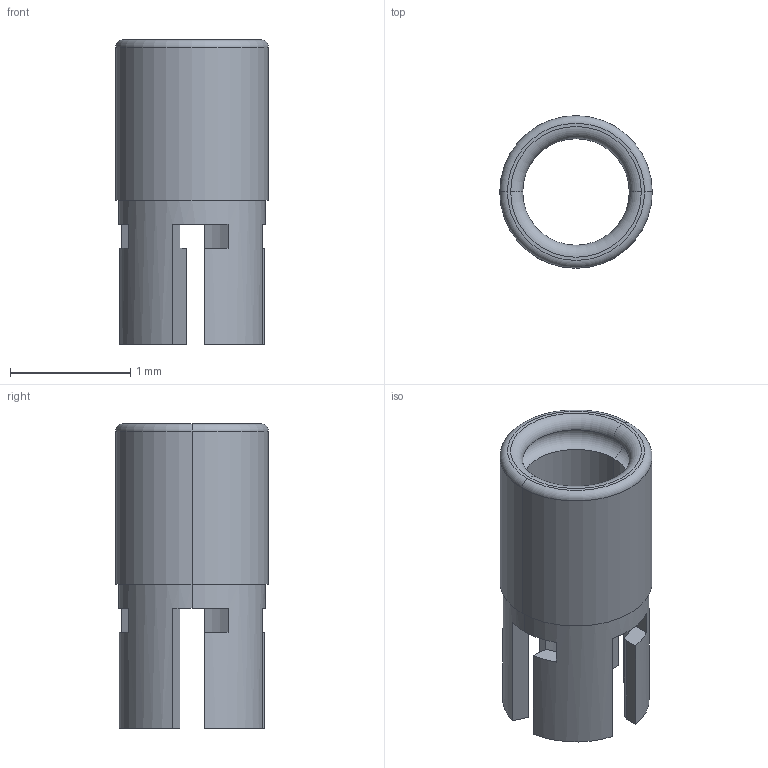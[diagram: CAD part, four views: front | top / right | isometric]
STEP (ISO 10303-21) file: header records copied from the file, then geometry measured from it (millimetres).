
FILE_DESCRIPTION (( 'STEP AP214' ), '1' );
FILE_NAME ('Tee-1.STEP', '2018-10-29T18:48:44', ( '' ), ( '' ), 'SwSTEP 2.0', 'SolidWorks 2018', '' );
FILE_SCHEMA (( 'AUTOMOTIVE_DESIGN' ));
Length unit declared in the file: millimetre
Products named in the file (1): Tee-1
Bounding box: 1.27 x 1.27 x 2.54 mm (x, y, z)
Volume: 1.2 mm3; surface area: 18 mm2
Topology: 1 solids, 1 shells, 44 faces, 117 edges, 76 vertices
Faces by surface type: plane 30, cylinder 8, torus 6
Entity records: 1423 total; most frequent: DIRECTION 259, CARTESIAN_POINT 238, ORIENTED_EDGE 234, EDGE_CURVE 117, AXIS2_PLACEMENT_3D 97, VERTEX_POINT 76, VECTOR 65, LINE 65
